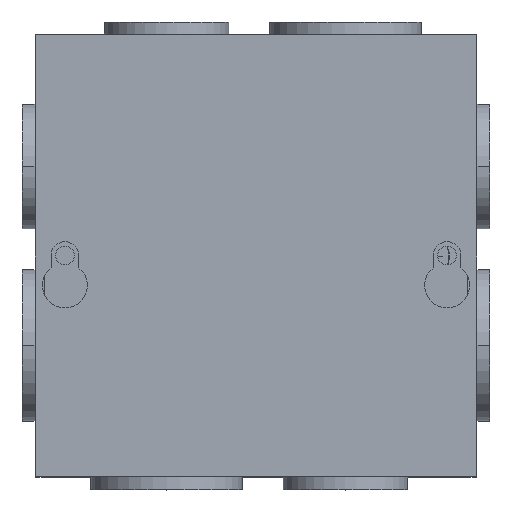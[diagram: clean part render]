
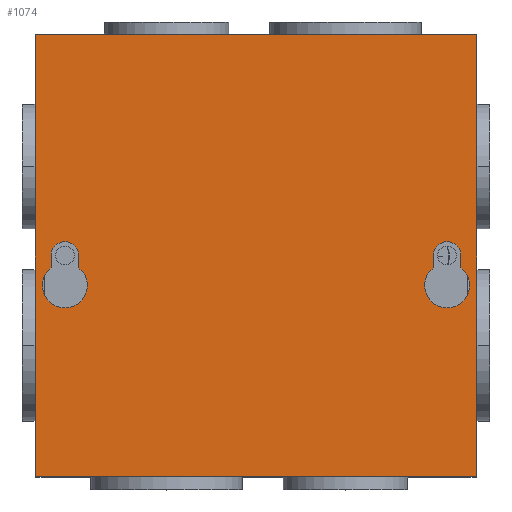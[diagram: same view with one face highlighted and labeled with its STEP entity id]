
A CAD part, top view. The second image highlights one B-rep face of the part: STEP entity #1074.
In plain terms, the highlighted planar face has unit normal (0, 0, 1).
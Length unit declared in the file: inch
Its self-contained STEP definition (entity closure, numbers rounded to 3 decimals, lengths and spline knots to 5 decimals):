
#64 = CARTESIAN_POINT ( 'NONE',  ( 1.605, -2., 4.057 ) ) ;
#93 = CIRCLE ( 'NONE', #7227, 0.203 ) ;
#150 = ORIENTED_EDGE ( 'NONE', *, *, #1381, .T. ) ;
#346 = ORIENTED_EDGE ( 'NONE', *, *, #2159, .T. ) ;
#393 = ORIENTED_EDGE ( 'NONE', *, *, #4441, .T. ) ;
#553 = DIRECTION ( 'NONE',  ( 0., 0., -1. ) ) ;
#571 = VECTOR ( 'NONE', #4003, 39.37008 ) ;
#582 = EDGE_CURVE ( 'NONE', #4608, #4020, #657, .T. ) ;
#657 = CIRCLE ( 'NONE', #6184, 0.125 ) ;
#700 = ORIENTED_EDGE ( 'NONE', *, *, #8662, .T. ) ;
#802 = LINE ( 'NONE', #4176, #5311 ) ;
#852 = LINE ( 'NONE', #4391, #6170 ) ;
#1074 = ADVANCED_FACE ( 'NONE', ( #1942, #5998, #6689 ), #1257, .T. ) ;
#1170 = CARTESIAN_POINT ( 'NONE',  ( 2., 2., 4.057 ) ) ;
#1172 = CIRCLE ( 'NONE', #2054, 0.125 ) ;
#1257 = PLANE ( 'NONE',  #7368 ) ;
#1262 = EDGE_CURVE ( 'NONE', #2120, #2906, #4954, .T. ) ;
#1270 = EDGE_CURVE ( 'NONE', #2947, #1827, #802, .T. ) ;
#1284 = VECTOR ( 'NONE', #4287, 39.37008 ) ;
#1381 = EDGE_CURVE ( 'NONE', #2338, #3156, #852, .T. ) ;
#1448 = EDGE_LOOP ( 'NONE', ( #393, #5303, #7585, #7305, #1502, #700 ) ) ;
#1502 = ORIENTED_EDGE ( 'NONE', *, *, #5600, .T. ) ;
#1524 = DIRECTION ( 'NONE',  ( 1., 0., 0. ) ) ;
#1525 = AXIS2_PLACEMENT_3D ( 'NONE', #4590, #7198, #7294 ) ;
#1585 = EDGE_CURVE ( 'NONE', #8164, #1980, #2388, .T. ) ;
#1591 = CARTESIAN_POINT ( 'NONE',  ( 1.933, -0.272, 4.057 ) ) ;
#1592 = CARTESIAN_POINT ( 'NONE',  ( 1.73, 0., 4.057 ) ) ;
#1797 = ORIENTED_EDGE ( 'NONE', *, *, #7084, .T. ) ;
#1804 = DIRECTION ( 'NONE',  ( 1., 0., 0. ) ) ;
#1827 = VERTEX_POINT ( 'NONE', #5189 ) ;
#1903 = CARTESIAN_POINT ( 'NONE',  ( -2., -2., 4.057 ) ) ;
#1942 = FACE_OUTER_BOUND ( 'NONE', #2978, .T. ) ;
#1980 = VERTEX_POINT ( 'NONE', #7577 ) ;
#2051 = CARTESIAN_POINT ( 'NONE',  ( 1.605, 0., 4.057 ) ) ;
#2054 = AXIS2_PLACEMENT_3D ( 'NONE', #6106, #553, #8912 ) ;
#2084 = ORIENTED_EDGE ( 'NONE', *, *, #3489, .T. ) ;
#2120 = VERTEX_POINT ( 'NONE', #7714 ) ;
#2129 = VERTEX_POINT ( 'NONE', #1591 ) ;
#2159 = EDGE_CURVE ( 'NONE', #2129, #8164, #8832, .T. ) ;
#2325 = EDGE_CURVE ( 'NONE', #5960, #6226, #8680, .T. ) ;
#2338 = VERTEX_POINT ( 'NONE', #1170 ) ;
#2384 = DIRECTION ( 'NONE',  ( -1., 0., 0. ) ) ;
#2388 = CIRCLE ( 'NONE', #5005, 0.203 ) ;
#2432 = LINE ( 'NONE', #5212, #9017 ) ;
#2483 = DIRECTION ( 'NONE',  ( 1., 0., 0. ) ) ;
#2583 = DIRECTION ( 'NONE',  ( 1., 0., 0. ) ) ;
#2720 = ORIENTED_EDGE ( 'NONE', *, *, #1585, .T. ) ;
#2760 = DIRECTION ( 'NONE',  ( 0., -1., 0. ) ) ;
#2785 = LINE ( 'NONE', #6150, #8862 ) ;
#2888 = LINE ( 'NONE', #64, #1284 ) ;
#2906 = VERTEX_POINT ( 'NONE', #4359 ) ;
#2932 = ORIENTED_EDGE ( 'NONE', *, *, #3667, .T. ) ;
#2947 = VERTEX_POINT ( 'NONE', #2949 ) ;
#2949 = CARTESIAN_POINT ( 'NONE',  ( -2., -2., 4.057 ) ) ;
#2954 = DIRECTION ( 'NONE',  ( 1., 0., 0. ) ) ;
#2958 = CARTESIAN_POINT ( 'NONE',  ( -1.605, -0.11205, 4.057 ) ) ;
#2978 = EDGE_LOOP ( 'NONE', ( #2084, #150, #1797, #8073 ) ) ;
#3025 = EDGE_CURVE ( 'NONE', #4536, #2129, #6761, .T. ) ;
#3042 = DIRECTION ( 'NONE',  ( 0., 0., -1. ) ) ;
#3156 = VERTEX_POINT ( 'NONE', #6130 ) ;
#3228 = DIRECTION ( 'NONE',  ( 0., 0., -1. ) ) ;
#3308 = CARTESIAN_POINT ( 'NONE',  ( 1.855, -2., 4.057 ) ) ;
#3313 = DIRECTION ( 'NONE',  ( 0., 0., 1. ) ) ;
#3458 = LINE ( 'NONE', #8945, #571 ) ;
#3489 = EDGE_CURVE ( 'NONE', #1827, #2338, #2432, .T. ) ;
#3513 = DIRECTION ( 'NONE',  ( 0., -1., 0. ) ) ;
#3667 = EDGE_CURVE ( 'NONE', #1980, #4608, #2888, .T. ) ;
#3929 = CARTESIAN_POINT ( 'NONE',  ( 1.855, 0., 4.057 ) ) ;
#4003 = DIRECTION ( 'NONE',  ( 0., -1., 0. ) ) ;
#4020 = VERTEX_POINT ( 'NONE', #3929 ) ;
#4073 = AXIS2_PLACEMENT_3D ( 'NONE', #6917, #8846, #2583 ) ;
#4176 = CARTESIAN_POINT ( 'NONE',  ( -2., -2., 4.057 ) ) ;
#4287 = DIRECTION ( 'NONE',  ( 0., 1., 0. ) ) ;
#4297 = CARTESIAN_POINT ( 'NONE',  ( 1.855, -0.11205, 4.057 ) ) ;
#4359 = CARTESIAN_POINT ( 'NONE',  ( -1.855, 0., 4.057 ) ) ;
#4391 = CARTESIAN_POINT ( 'NONE',  ( -2., 2., 4.057 ) ) ;
#4434 = AXIS2_PLACEMENT_3D ( 'NONE', #8897, #3228, #7470 ) ;
#4441 = EDGE_CURVE ( 'NONE', #7201, #5960, #7573, .T. ) ;
#4515 = EDGE_LOOP ( 'NONE', ( #5693, #346, #2720, #2932, #5064, #6995 ) ) ;
#4527 = DIRECTION ( 'NONE',  ( 0., 1., 0. ) ) ;
#4536 = VERTEX_POINT ( 'NONE', #4297 ) ;
#4590 = CARTESIAN_POINT ( 'NONE',  ( 1.73, -0.272, 4.057 ) ) ;
#4608 = VERTEX_POINT ( 'NONE', #2051 ) ;
#4778 = DIRECTION ( 'NONE',  ( 0., 0., -1. ) ) ;
#4822 = CARTESIAN_POINT ( 'NONE',  ( -1.855, -2., 4.057 ) ) ;
#4954 = LINE ( 'NONE', #4822, #6192 ) ;
#5003 = DIRECTION ( 'NONE',  ( 0., 0., -1. ) ) ;
#5005 = AXIS2_PLACEMENT_3D ( 'NONE', #6624, #8745, #2483 ) ;
#5064 = ORIENTED_EDGE ( 'NONE', *, *, #582, .T. ) ;
#5189 = CARTESIAN_POINT ( 'NONE',  ( 2., -2., 4.057 ) ) ;
#5212 = CARTESIAN_POINT ( 'NONE',  ( 2., -2., 4.057 ) ) ;
#5303 = ORIENTED_EDGE ( 'NONE', *, *, #2325, .T. ) ;
#5311 = VECTOR ( 'NONE', #1524, 39.37008 ) ;
#5409 = CARTESIAN_POINT ( 'NONE',  ( -1.73, -0.272, 4.057 ) ) ;
#5600 = EDGE_CURVE ( 'NONE', #2906, #7491, #1172, .T. ) ;
#5693 = ORIENTED_EDGE ( 'NONE', *, *, #3025, .T. ) ;
#5766 = CARTESIAN_POINT ( 'NONE',  ( 1.73, -0.272, 4.057 ) ) ;
#5878 = AXIS2_PLACEMENT_3D ( 'NONE', #5766, #3042, #7886 ) ;
#5960 = VERTEX_POINT ( 'NONE', #8663 ) ;
#5998 = FACE_BOUND ( 'NONE', #4515, .T. ) ;
#6106 = CARTESIAN_POINT ( 'NONE',  ( -1.73, 0., 4.057 ) ) ;
#6111 = EDGE_CURVE ( 'NONE', #6226, #2120, #93, .T. ) ;
#6130 = CARTESIAN_POINT ( 'NONE',  ( -2., 2., 4.057 ) ) ;
#6150 = CARTESIAN_POINT ( 'NONE',  ( -2., -2., 4.057 ) ) ;
#6170 = VECTOR ( 'NONE', #2384, 39.37008 ) ;
#6184 = AXIS2_PLACEMENT_3D ( 'NONE', #1592, #5003, #2954 ) ;
#6192 = VECTOR ( 'NONE', #7743, 39.37008 ) ;
#6226 = VERTEX_POINT ( 'NONE', #6400 ) ;
#6400 = CARTESIAN_POINT ( 'NONE',  ( -1.933, -0.272, 4.057 ) ) ;
#6624 = CARTESIAN_POINT ( 'NONE',  ( 1.73, -0.272, 4.057 ) ) ;
#6689 = FACE_BOUND ( 'NONE', #1448, .T. ) ;
#6761 = CIRCLE ( 'NONE', #5878, 0.203 ) ;
#6917 = CARTESIAN_POINT ( 'NONE',  ( -1.73, -0.272, 4.057 ) ) ;
#6995 = ORIENTED_EDGE ( 'NONE', *, *, #7952, .T. ) ;
#7084 = EDGE_CURVE ( 'NONE', #3156, #2947, #2785, .T. ) ;
#7198 = DIRECTION ( 'NONE',  ( 0., 0., -1. ) ) ;
#7201 = VERTEX_POINT ( 'NONE', #2958 ) ;
#7227 = AXIS2_PLACEMENT_3D ( 'NONE', #5409, #4778, #8206 ) ;
#7294 = DIRECTION ( 'NONE',  ( 1., 0., 0. ) ) ;
#7305 = ORIENTED_EDGE ( 'NONE', *, *, #1262, .T. ) ;
#7368 = AXIS2_PLACEMENT_3D ( 'NONE', #1903, #3313, #1804 ) ;
#7470 = DIRECTION ( 'NONE',  ( 1., 0., 0. ) ) ;
#7491 = VERTEX_POINT ( 'NONE', #8904 ) ;
#7573 = CIRCLE ( 'NONE', #4073, 0.203 ) ;
#7577 = CARTESIAN_POINT ( 'NONE',  ( 1.605, -0.11205, 4.057 ) ) ;
#7585 = ORIENTED_EDGE ( 'NONE', *, *, #6111, .T. ) ;
#7714 = CARTESIAN_POINT ( 'NONE',  ( -1.855, -0.11205, 4.057 ) ) ;
#7743 = DIRECTION ( 'NONE',  ( 0., 1., 0. ) ) ;
#7886 = DIRECTION ( 'NONE',  ( 1., 0., 0. ) ) ;
#7952 = EDGE_CURVE ( 'NONE', #4020, #4536, #9027, .T. ) ;
#8073 = ORIENTED_EDGE ( 'NONE', *, *, #1270, .T. ) ;
#8164 = VERTEX_POINT ( 'NONE', #8182 ) ;
#8182 = CARTESIAN_POINT ( 'NONE',  ( 1.527, -0.272, 4.057 ) ) ;
#8206 = DIRECTION ( 'NONE',  ( 1., 0., 0. ) ) ;
#8662 = EDGE_CURVE ( 'NONE', #7491, #7201, #3458, .T. ) ;
#8663 = CARTESIAN_POINT ( 'NONE',  ( -1.527, -0.272, 4.057 ) ) ;
#8680 = CIRCLE ( 'NONE', #4434, 0.203 ) ;
#8745 = DIRECTION ( 'NONE',  ( 0., 0., -1. ) ) ;
#8832 = CIRCLE ( 'NONE', #1525, 0.203 ) ;
#8846 = DIRECTION ( 'NONE',  ( 0., 0., -1. ) ) ;
#8862 = VECTOR ( 'NONE', #3513, 39.37008 ) ;
#8897 = CARTESIAN_POINT ( 'NONE',  ( -1.73, -0.272, 4.057 ) ) ;
#8904 = CARTESIAN_POINT ( 'NONE',  ( -1.605, 0., 4.057 ) ) ;
#8912 = DIRECTION ( 'NONE',  ( 1., 0., 0. ) ) ;
#8945 = CARTESIAN_POINT ( 'NONE',  ( -1.605, -2., 4.057 ) ) ;
#9017 = VECTOR ( 'NONE', #4527, 39.37008 ) ;
#9019 = VECTOR ( 'NONE', #2760, 39.37008 ) ;
#9027 = LINE ( 'NONE', #3308, #9019 ) ;
